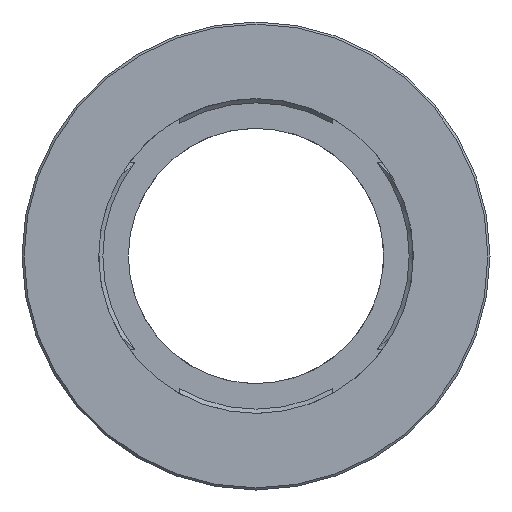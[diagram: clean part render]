
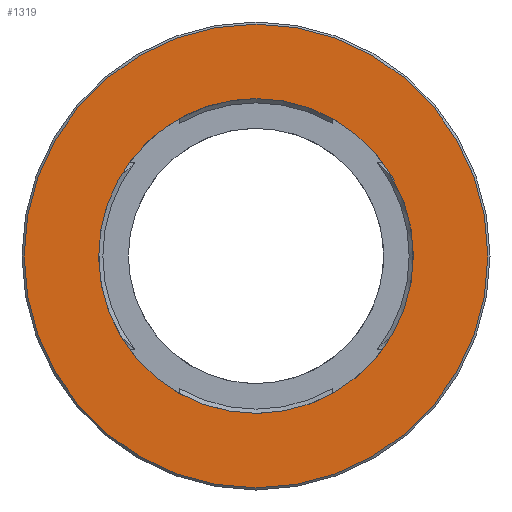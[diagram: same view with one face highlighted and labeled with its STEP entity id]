
A CAD part, left-side view. The second image highlights one B-rep face of the part: STEP entity #1319.
In plain terms, the highlighted planar face has unit normal (-1, 0, 0).
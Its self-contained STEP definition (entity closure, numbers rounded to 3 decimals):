
#245=PLANE($,#1394);
#308=FACE_BOUND($,#412,.T.);
#309=FACE_BOUND($,#413,.T.);
#412=EDGE_LOOP($,(#915));
#413=EDGE_LOOP($,(#916));
#510=CIRCLE($,#1390,54.5);
#513=CIRCLE($,#1395,37.);
#573=VERTEX_POINT($,#1885);
#576=VERTEX_POINT($,#1893);
#712=EDGE_CURVE($,#573,#573,#510,.T.);
#715=EDGE_CURVE($,#576,#576,#513,.T.);
#915=ORIENTED_EDGE($,*,*,#715,.T.);
#916=ORIENTED_EDGE($,*,*,#712,.F.);
#1319=ADVANCED_FACE($,(#308,#309),#245,.T.);
#1390=AXIS2_PLACEMENT_3D($,#1886,#1525,#1526);
#1394=AXIS2_PLACEMENT_3D($,#1892,#1533,#1534);
#1395=AXIS2_PLACEMENT_3D($,#1894,#1535,#1536);
#1525=DIRECTION('center_axis',(1.,0.,0.));
#1526=DIRECTION('ref_axis',(0.,-1.,0.));
#1533=DIRECTION('center_axis',(-1.,0.,0.));
#1534=DIRECTION('ref_axis',(0.,0.,1.));
#1535=DIRECTION('center_axis',(1.,0.,0.));
#1536=DIRECTION('ref_axis',(0.,0.,-1.));
#1885=CARTESIAN_POINT('',(0.,54.5,0.));
#1886=CARTESIAN_POINT('Origin',(0.,0.,0.));
#1892=CARTESIAN_POINT('Origin',(0.,46.,0.));
#1893=CARTESIAN_POINT('',(0.,0.,
37.));
#1894=CARTESIAN_POINT('Origin',(0.,0.,0.));
